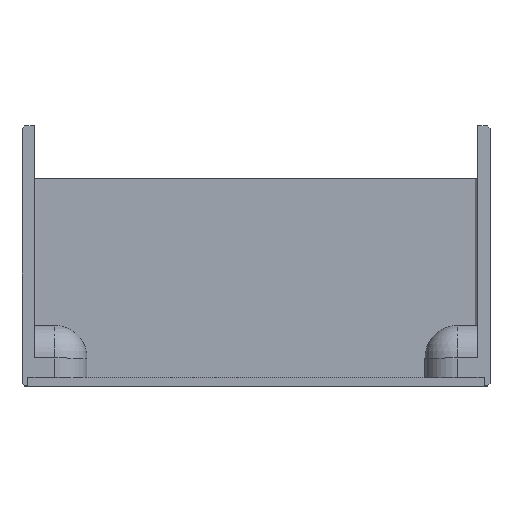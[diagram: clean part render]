
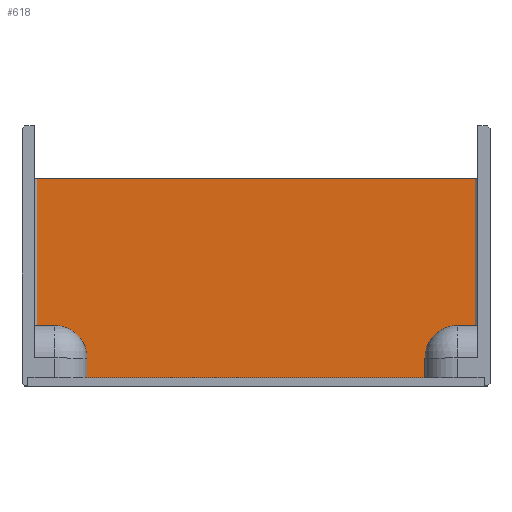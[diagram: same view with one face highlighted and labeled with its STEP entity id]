
A CAD part, top view. The second image highlights one B-rep face of the part: STEP entity #618.
In plain terms, the highlighted planar face has unit normal (0, 0, 1).
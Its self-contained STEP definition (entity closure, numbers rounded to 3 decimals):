
#32 = VERTEX_POINT('',#33);
#33 = CARTESIAN_POINT('',(84.25,-76.75,4.75));
#39 = EDGE_CURVE('',#40,#32,#42,.T.);
#40 = VERTEX_POINT('',#41);
#41 = CARTESIAN_POINT('',(77.5,-76.75,4.75));
#42 = LINE('',#43,#44);
#43 = CARTESIAN_POINT('',(65.,-76.75,4.75));
#44 = VECTOR('',#45,1.);
#45 = DIRECTION('',(1.,0.,0.));
#70 = VERTEX_POINT('',#71);
#71 = CARTESIAN_POINT('',(84.25,-20.25,4.75));
#79 = EDGE_CURVE('',#70,#32,#80,.T.);
#80 = LINE('',#81,#82);
#81 = CARTESIAN_POINT('',(84.25,-20.25,4.75));
#82 = VECTOR('',#83,1.);
#83 = DIRECTION('',(0.,-1.,0.));
#100 = EDGE_CURVE('',#40,#101,#103,.T.);
#101 = VERTEX_POINT('',#102);
#102 = CARTESIAN_POINT('',(65.,-89.25,4.75));
#103 = CIRCLE('',#104,12.5);
#104 = AXIS2_PLACEMENT_3D('',#105,#106,#107);
#105 = CARTESIAN_POINT('',(77.5,-89.25,4.75));
#106 = DIRECTION('',(-0.,0.,1.));
#107 = DIRECTION('',(0.,-1.,0.));
#133 = EDGE_CURVE('',#134,#101,#136,.T.);
#134 = VERTEX_POINT('',#135);
#135 = CARTESIAN_POINT('',(65.,-96.75,4.75));
#136 = LINE('',#137,#138);
#137 = CARTESIAN_POINT('',(65.,-96.75,4.75));
#138 = VECTOR('',#139,1.);
#139 = DIRECTION('',(0.,1.,0.));
#618 = ADVANCED_FACE('',(#619),#672,.T.);
#619 = FACE_BOUND('',#620,.T.);
#620 = EDGE_LOOP('',(#621,#622,#623,#631,#639,#647,#656,#664,#670,#671)
  );
#621 = ORIENTED_EDGE('',*,*,#39,.T.);
#622 = ORIENTED_EDGE('',*,*,#79,.F.);
#623 = ORIENTED_EDGE('',*,*,#624,.T.);
#624 = EDGE_CURVE('',#70,#625,#627,.T.);
#625 = VERTEX_POINT('',#626);
#626 = CARTESIAN_POINT('',(-84.25,-20.25,4.75));
#627 = LINE('',#628,#629);
#628 = CARTESIAN_POINT('',(0.,-20.25,4.75));
#629 = VECTOR('',#630,1.);
#630 = DIRECTION('',(-1.,0.,0.));
#631 = ORIENTED_EDGE('',*,*,#632,.T.);
#632 = EDGE_CURVE('',#625,#633,#635,.T.);
#633 = VERTEX_POINT('',#634);
#634 = CARTESIAN_POINT('',(-84.25,-76.75,4.75));
#635 = LINE('',#636,#637);
#636 = CARTESIAN_POINT('',(-84.25,-20.25,4.75));
#637 = VECTOR('',#638,1.);
#638 = DIRECTION('',(0.,-1.,-0.));
#639 = ORIENTED_EDGE('',*,*,#640,.F.);
#640 = EDGE_CURVE('',#641,#633,#643,.T.);
#641 = VERTEX_POINT('',#642);
#642 = CARTESIAN_POINT('',(-77.5,-76.75,4.75));
#643 = LINE('',#644,#645);
#644 = CARTESIAN_POINT('',(-65.,-76.75,4.75));
#645 = VECTOR('',#646,1.);
#646 = DIRECTION('',(-1.,0.,0.));
#647 = ORIENTED_EDGE('',*,*,#648,.T.);
#648 = EDGE_CURVE('',#641,#649,#651,.T.);
#649 = VERTEX_POINT('',#650);
#650 = CARTESIAN_POINT('',(-65.,-89.25,4.75));
#651 = CIRCLE('',#652,12.5);
#652 = AXIS2_PLACEMENT_3D('',#653,#654,#655);
#653 = CARTESIAN_POINT('',(-77.5,-89.25,4.75));
#654 = DIRECTION('',(0.,0.,-1.));
#655 = DIRECTION('',(0.,-1.,0.));
#656 = ORIENTED_EDGE('',*,*,#657,.F.);
#657 = EDGE_CURVE('',#658,#649,#660,.T.);
#658 = VERTEX_POINT('',#659);
#659 = CARTESIAN_POINT('',(-65.,-96.75,4.75));
#660 = LINE('',#661,#662);
#661 = CARTESIAN_POINT('',(-65.,-96.75,4.75));
#662 = VECTOR('',#663,1.);
#663 = DIRECTION('',(0.,1.,0.));
#664 = ORIENTED_EDGE('',*,*,#665,.F.);
#665 = EDGE_CURVE('',#134,#658,#666,.T.);
#666 = LINE('',#667,#668);
#667 = CARTESIAN_POINT('',(0.,-96.75,4.75));
#668 = VECTOR('',#669,1.);
#669 = DIRECTION('',(-1.,0.,0.));
#670 = ORIENTED_EDGE('',*,*,#133,.T.);
#671 = ORIENTED_EDGE('',*,*,#100,.F.);
#672 = PLANE('',#673);
#673 = AXIS2_PLACEMENT_3D('',#674,#675,#676);
#674 = CARTESIAN_POINT('',(0.,-56.523,4.75));
#675 = DIRECTION('',(0.,0.,1.));
#676 = DIRECTION('',(1.,0.,0.));
